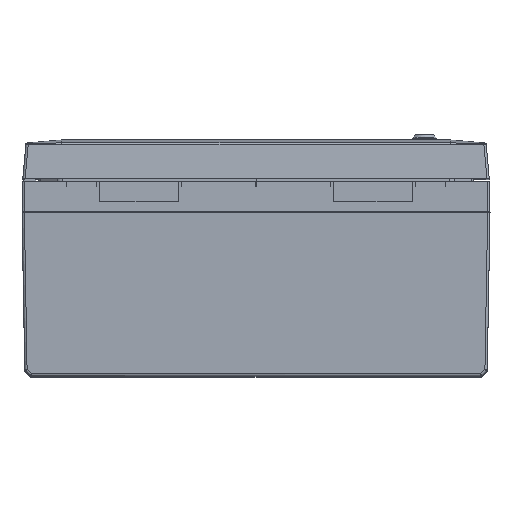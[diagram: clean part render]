
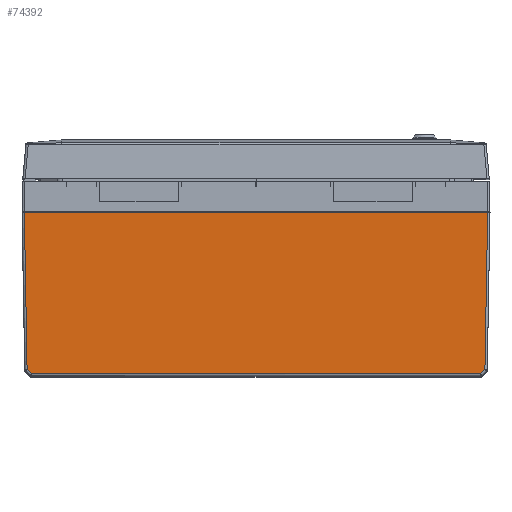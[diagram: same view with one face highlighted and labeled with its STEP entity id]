
A CAD part, top view. The second image highlights one B-rep face of the part: STEP entity #74392.
In plain terms, the highlighted planar face has unit normal (0, -0.018, 1).
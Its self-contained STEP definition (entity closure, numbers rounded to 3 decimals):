
#6499 = PLANE ( 'NONE',  #26607 ) ;
#8285 = ORIENTED_EDGE ( 'NONE', *, *, #124649, .T. ) ;
#11338 = ORIENTED_EDGE ( 'NONE', *, *, #96354, .F. ) ;
#13326 = LINE ( 'NONE', #75211, #71932 ) ;
#16023 = CARTESIAN_POINT ( 'NONE',  ( -297., 0., 400. ) ) ;
#20804 = ORIENTED_EDGE ( 'NONE', *, *, #63189, .T. ) ;
#20827 = DIRECTION ( 'NONE',  ( 0.017, 1., 0.017 ) ) ;
#26607 = AXIS2_PLACEMENT_3D ( 'NONE', #129496, #29962, #37417 ) ;
#28051 = CARTESIAN_POINT ( 'NONE',  ( -293.48, -201.664, 396.48 ) ) ;
#28488 = CARTESIAN_POINT ( 'NONE',  ( 293.48, -201.664, 396.48 ) ) ;
#29962 = DIRECTION ( 'NONE',  ( 0., -0.017, 1. ) ) ;
#36638 = VECTOR ( 'NONE', #114929, 1000. ) ;
#37417 = DIRECTION ( 'NONE',  ( 0., -1., -0.017 ) ) ;
#41111 = DIRECTION ( 'NONE',  ( 0.017, -1., -0.017 ) ) ;
#42555 = LINE ( 'NONE', #124520, #112731 ) ;
#44189 = CARTESIAN_POINT ( 'NONE',  ( -288.092, -207.052, 396.386 ) ) ;
#51242 = CARTESIAN_POINT ( 'NONE',  ( -297.001, 0.052, 400.001 ) ) ;
#52424 = CARTESIAN_POINT ( 'NONE',  ( 296.819, -10.414, 399.818 ) ) ;
#56052 = CARTESIAN_POINT ( 'NONE',  ( -397.587, -97.557, 398.297 ) ) ;
#59405 = CARTESIAN_POINT ( 'NONE',  ( 297., 0., 400. ) ) ;
#62931 = VERTEX_POINT ( 'NONE', #16023 ) ;
#63189 = EDGE_CURVE ( 'NONE', #62931, #105223, #93568, .T. ) ;
#65876 = LINE ( 'NONE', #106867, #36638 ) ;
#66518 = ORIENTED_EDGE ( 'NONE', *, *, #67620, .T. ) ;
#67620 = EDGE_CURVE ( 'NONE', #101306, #100553, #65876, .T. ) ;
#71932 = VECTOR ( 'NONE', #75885, 1000. ) ;
#73470 = DIRECTION ( 'NONE',  ( 1., 0., 0. ) ) ;
#74392 = ADVANCED_FACE ( 'NONE', ( #99264 ), #6499, .T. ) ;
#74842 = VERTEX_POINT ( 'NONE', #44189 ) ;
#75211 = CARTESIAN_POINT ( 'NONE',  ( 289.334, -207.052, 396.386 ) ) ;
#75843 = EDGE_CURVE ( 'NONE', #74842, #101306, #13326, .T. ) ;
#75885 = DIRECTION ( 'NONE',  ( 1., 0., 0. ) ) ;
#78419 = VECTOR ( 'NONE', #97043, 1000. ) ;
#88348 = EDGE_CURVE ( 'NONE', #105223, #74842, #129922, .T. ) ;
#93568 = LINE ( 'NONE', #51242, #116775 ) ;
#96354 = EDGE_CURVE ( 'NONE', #62931, #125419, #42555, .T. ) ;
#97043 = DIRECTION ( 'NONE',  ( 0.707, -0.707, -0.012 ) ) ;
#98920 = VECTOR ( 'NONE', #20827, 1000. ) ;
#99264 = FACE_OUTER_BOUND ( 'NONE', #110421, .T. ) ;
#99440 = CARTESIAN_POINT ( 'NONE',  ( 288.092, -207.052, 396.386 ) ) ;
#100553 = VERTEX_POINT ( 'NONE', #28488 ) ;
#101306 = VERTEX_POINT ( 'NONE', #99440 ) ;
#105223 = VERTEX_POINT ( 'NONE', #28051 ) ;
#106867 = CARTESIAN_POINT ( 'NONE',  ( 97.633, -397.512, 393.061 ) ) ;
#108140 = ORIENTED_EDGE ( 'NONE', *, *, #88348, .T. ) ;
#110421 = EDGE_LOOP ( 'NONE', ( #112359, #66518, #8285, #11338, #20804, #108140 ) ) ;
#112359 = ORIENTED_EDGE ( 'NONE', *, *, #75843, .T. ) ;
#112731 = VECTOR ( 'NONE', #73470, 1000. ) ;
#114929 = DIRECTION ( 'NONE',  ( 0.707, 0.707, 0.012 ) ) ;
#116775 = VECTOR ( 'NONE', #41111, 1000. ) ;
#123627 = LINE ( 'NONE', #52424, #98920 ) ;
#124520 = CARTESIAN_POINT ( 'NONE',  ( -300., 0., 400. ) ) ;
#124649 = EDGE_CURVE ( 'NONE', #100553, #125419, #123627, .T. ) ;
#125419 = VERTEX_POINT ( 'NONE', #59405 ) ;
#129496 = CARTESIAN_POINT ( 'NONE',  ( -300., 0., 400. ) ) ;
#129922 = LINE ( 'NONE', #56052, #78419 ) ;
